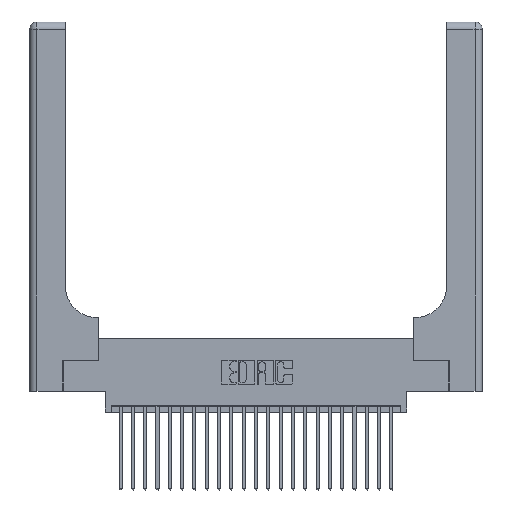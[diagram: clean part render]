
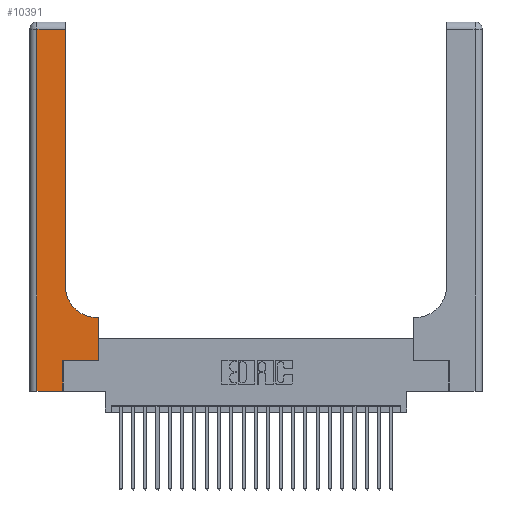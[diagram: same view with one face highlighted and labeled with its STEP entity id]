
A CAD part, top view. The second image highlights one B-rep face of the part: STEP entity #10391.
In plain terms, the highlighted planar face has unit normal (0, 0, 1).
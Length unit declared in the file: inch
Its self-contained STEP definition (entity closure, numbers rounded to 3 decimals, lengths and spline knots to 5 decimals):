
#70 = ORIENTED_EDGE ( 'NONE', *, *, #13356, .T. ) ;
#1089 = EDGE_CURVE ( 'NONE', #6154, #23412, #16307, .T. ) ;
#1251 = CARTESIAN_POINT ( 'NONE',  ( 0.5585, 0.6, 0.37 ) ) ;
#1504 = DIRECTION ( 'NONE',  ( 0., 1., 0. ) ) ;
#1594 = CARTESIAN_POINT ( 'NONE',  ( 0.5585, 0.25, 0.37 ) ) ;
#1799 = DIRECTION ( 'NONE',  ( 0., 1., 0. ) ) ;
#2028 = CARTESIAN_POINT ( 'NONE',  ( 0.5415, 0.85, 0.37 ) ) ;
#2183 = VERTEX_POINT ( 'NONE', #21388 ) ;
#2712 = CARTESIAN_POINT ( 'NONE',  ( 0.2915, 2.94, 0.37 ) ) ;
#2825 = ORIENTED_EDGE ( 'NONE', *, *, #7493, .T. ) ;
#3082 = EDGE_LOOP ( 'NONE', ( #7692, #70, #23954, #18590, #13640, #2825, #23220, #25692, #13236 ) ) ;
#3338 = CARTESIAN_POINT ( 'NONE',  ( 0.269, 0., 0.37 ) ) ;
#3482 = CIRCLE ( 'NONE', #17651, 0.25 ) ;
#4065 = DIRECTION ( 'NONE',  ( 1., 0., 0. ) ) ;
#4223 = CARTESIAN_POINT ( 'NONE',  ( 0.06, 0., 0.37 ) ) ;
#4289 = EDGE_CURVE ( 'NONE', #19968, #10987, #17745, .T. ) ;
#4483 = EDGE_CURVE ( 'NONE', #23412, #19672, #8616, .T. ) ;
#5078 = VECTOR ( 'NONE', #23928, 39.37008 ) ;
#5691 = LINE ( 'NONE', #19922, #5078 ) ;
#6154 = VERTEX_POINT ( 'NONE', #24005 ) ;
#6345 = VERTEX_POINT ( 'NONE', #6656 ) ;
#6656 = CARTESIAN_POINT ( 'NONE',  ( 0.269, 0.25, 0.37 ) ) ;
#6760 = CARTESIAN_POINT ( 'NONE',  ( 0.2915, 0.6, 0.37 ) ) ;
#6882 = VECTOR ( 'NONE', #25862, 39.37008 ) ;
#6949 = VERTEX_POINT ( 'NONE', #12706 ) ;
#7140 = FACE_OUTER_BOUND ( 'NONE', #3082, .T. ) ;
#7493 = EDGE_CURVE ( 'NONE', #6345, #6154, #13539, .T. ) ;
#7692 = ORIENTED_EDGE ( 'NONE', *, *, #4289, .T. ) ;
#7933 = EDGE_CURVE ( 'NONE', #19672, #19968, #3482, .T. ) ;
#7967 = CARTESIAN_POINT ( 'NONE',  ( 0., 0., 0.37 ) ) ;
#7968 = VECTOR ( 'NONE', #22816, 39.37008 ) ;
#8616 = LINE ( 'NONE', #6760, #7968 ) ;
#9314 = VECTOR ( 'NONE', #1799, 39.37008 ) ;
#10391 = ADVANCED_FACE ( 'NONE', ( #7140 ), #16779, .F. ) ;
#10760 = DIRECTION ( 'NONE',  ( -1., 0., 0. ) ) ;
#10987 = VERTEX_POINT ( 'NONE', #2712 ) ;
#11888 = CARTESIAN_POINT ( 'NONE',  ( 0., 2.94, 0.37 ) ) ;
#11954 = VECTOR ( 'NONE', #12031, 39.37008 ) ;
#11987 = EDGE_CURVE ( 'NONE', #2183, #21953, #5691, .T. ) ;
#12031 = DIRECTION ( 'NONE',  ( 1., 0., 0. ) ) ;
#12417 = VECTOR ( 'NONE', #25424, 39.37008 ) ;
#12609 = CARTESIAN_POINT ( 'NONE',  ( 0.269, 0.25, 0.37 ) ) ;
#12706 = CARTESIAN_POINT ( 'NONE',  ( 0.269, 0., 0.37 ) ) ;
#12834 = CARTESIAN_POINT ( 'NONE',  ( 0.5415, 0.6, 0.37 ) ) ;
#12920 = VECTOR ( 'NONE', #14549, 39.37008 ) ;
#13236 = ORIENTED_EDGE ( 'NONE', *, *, #7933, .T. ) ;
#13356 = EDGE_CURVE ( 'NONE', #10987, #2183, #22622, .T. ) ;
#13539 = LINE ( 'NONE', #12609, #12920 ) ;
#13640 = ORIENTED_EDGE ( 'NONE', *, *, #25247, .T. ) ;
#14159 = AXIS2_PLACEMENT_3D ( 'NONE', #20805, #22818, #10760 ) ;
#14549 = DIRECTION ( 'NONE',  ( 1., 0., 0. ) ) ;
#16077 = DIRECTION ( 'NONE',  ( 0., 0., -1. ) ) ;
#16307 = LINE ( 'NONE', #1594, #22275 ) ;
#16779 = PLANE ( 'NONE',  #14159 ) ;
#17651 = AXIS2_PLACEMENT_3D ( 'NONE', #2028, #16077, #4065 ) ;
#17745 = LINE ( 'NONE', #23457, #12417 ) ;
#18590 = ORIENTED_EDGE ( 'NONE', *, *, #19416, .T. ) ;
#19416 = EDGE_CURVE ( 'NONE', #21953, #6949, #22652, .T. ) ;
#19672 = VERTEX_POINT ( 'NONE', #12834 ) ;
#19922 = CARTESIAN_POINT ( 'NONE',  ( 0.06, 3., 0.37 ) ) ;
#19968 = VERTEX_POINT ( 'NONE', #21758 ) ;
#20805 = CARTESIAN_POINT ( 'NONE',  ( 0., 3., 0.37 ) ) ;
#21388 = CARTESIAN_POINT ( 'NONE',  ( 0.06, 2.94, 0.37 ) ) ;
#21758 = CARTESIAN_POINT ( 'NONE',  ( 0.2915, 0.85, 0.37 ) ) ;
#21953 = VERTEX_POINT ( 'NONE', #4223 ) ;
#22275 = VECTOR ( 'NONE', #1504, 39.37008 ) ;
#22622 = LINE ( 'NONE', #11888, #6882 ) ;
#22652 = LINE ( 'NONE', #7967, #11954 ) ;
#22816 = DIRECTION ( 'NONE',  ( -1., 0., 0. ) ) ;
#22818 = DIRECTION ( 'NONE',  ( 0., 0., -1. ) ) ;
#23220 = ORIENTED_EDGE ( 'NONE', *, *, #1089, .T. ) ;
#23412 = VERTEX_POINT ( 'NONE', #1251 ) ;
#23457 = CARTESIAN_POINT ( 'NONE',  ( 0.2915, 3., 0.37 ) ) ;
#23928 = DIRECTION ( 'NONE',  ( 0., -1., 0. ) ) ;
#23954 = ORIENTED_EDGE ( 'NONE', *, *, #11987, .T. ) ;
#24005 = CARTESIAN_POINT ( 'NONE',  ( 0.5585, 0.25, 0.37 ) ) ;
#25247 = EDGE_CURVE ( 'NONE', #6949, #6345, #25287, .T. ) ;
#25287 = LINE ( 'NONE', #3338, #9314 ) ;
#25424 = DIRECTION ( 'NONE',  ( 0., 1., 0. ) ) ;
#25692 = ORIENTED_EDGE ( 'NONE', *, *, #4483, .T. ) ;
#25862 = DIRECTION ( 'NONE',  ( -1., 0., 0. ) ) ;
